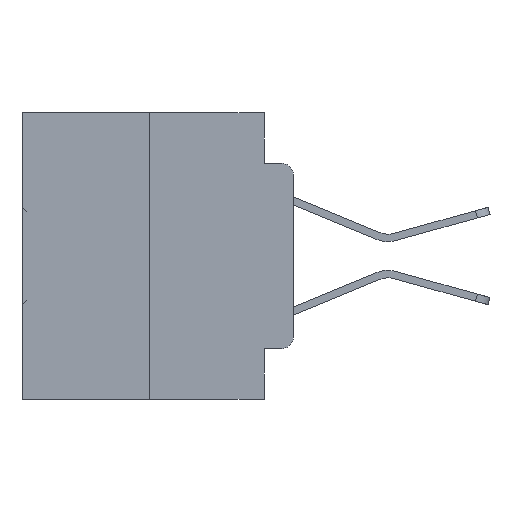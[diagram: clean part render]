
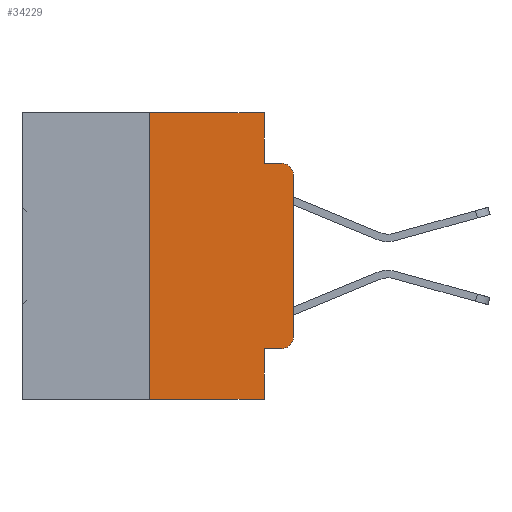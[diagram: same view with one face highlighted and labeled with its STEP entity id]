
A CAD part, left-side view. The second image highlights one B-rep face of the part: STEP entity #34229.
In plain terms, the highlighted planar face has unit normal (-1, 0, 0).
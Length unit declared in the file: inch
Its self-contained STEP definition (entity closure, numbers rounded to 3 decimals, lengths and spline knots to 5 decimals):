
#747 = LINE ( 'NONE', #801, #12685 ) ;
#779 = ORIENTED_EDGE ( 'NONE', *, *, #1587, .T. ) ;
#801 = CARTESIAN_POINT ( 'NONE',  ( 0., 0.051, 0. ) ) ;
#900 = LINE ( 'NONE', #11566, #8201 ) ;
#1026 = CARTESIAN_POINT ( 'NONE',  ( 0., 0.02, -0.0885 ) ) ;
#1052 = LINE ( 'NONE', #1081, #27217 ) ;
#1081 = CARTESIAN_POINT ( 'NONE',  ( 0., 0., 0. ) ) ;
#1587 = EDGE_CURVE ( 'NONE', #8509, #22174, #1052, .T. ) ;
#1663 = CARTESIAN_POINT ( 'NONE',  ( 0., 0.051, -0.4115 ) ) ;
#1951 = ORIENTED_EDGE ( 'NONE', *, *, #34160, .T. ) ;
#2020 = EDGE_LOOP ( 'NONE', ( #779, #5200, #9573, #33005, #13430, #31416, #10921, #28129, #1951, #10580 ) ) ;
#2385 = DIRECTION ( 'NONE',  ( 0., 0., -1. ) ) ;
#3067 = LINE ( 'NONE', #31896, #4770 ) ;
#3276 = VECTOR ( 'NONE', #10892, 39.37008 ) ;
#4104 = CARTESIAN_POINT ( 'NONE',  ( 0., 0.473, -0.5 ) ) ;
#4149 = EDGE_CURVE ( 'NONE', #25385, #15160, #27447, .T. ) ;
#4330 = EDGE_CURVE ( 'NONE', #25385, #10616, #21621, .T. ) ;
#4645 = CARTESIAN_POINT ( 'NONE',  ( 0., 0.473, 0. ) ) ;
#4666 = VERTEX_POINT ( 'NONE', #29326 ) ;
#4770 = VECTOR ( 'NONE', #2385, 39.37008 ) ;
#4825 = DIRECTION ( 'NONE',  ( 0., -1., 0. ) ) ;
#5200 = ORIENTED_EDGE ( 'NONE', *, *, #16902, .T. ) ;
#5527 = CARTESIAN_POINT ( 'NONE',  ( 0., 0.473, 0. ) ) ;
#5881 = CARTESIAN_POINT ( 'NONE',  ( 0., 0., -0.1085 ) ) ;
#5923 = CARTESIAN_POINT ( 'NONE',  ( 0., 0.25, 0. ) ) ;
#6501 = VECTOR ( 'NONE', #23318, 39.37008 ) ;
#6621 = VERTEX_POINT ( 'NONE', #1026 ) ;
#7227 = CARTESIAN_POINT ( 'NONE',  ( 0., 0.25, -0.5 ) ) ;
#7274 = DIRECTION ( 'NONE',  ( -1., 0., 0. ) ) ;
#7432 = PLANE ( 'NONE',  #8980 ) ;
#8078 = CARTESIAN_POINT ( 'NONE',  ( 0., 0.25, 0. ) ) ;
#8201 = VECTOR ( 'NONE', #16911, 39.37008 ) ;
#8509 = VERTEX_POINT ( 'NONE', #16649 ) ;
#8980 = AXIS2_PLACEMENT_3D ( 'NONE', #4645, #15483, #10153 ) ;
#9369 = EDGE_CURVE ( 'NONE', #4666, #15160, #3067, .T. ) ;
#9425 = CARTESIAN_POINT ( 'NONE',  ( 0., 0.051, -0.5 ) ) ;
#9573 = ORIENTED_EDGE ( 'NONE', *, *, #9630, .F. ) ;
#9630 = EDGE_CURVE ( 'NONE', #33038, #6621, #900, .T. ) ;
#10153 = DIRECTION ( 'NONE',  ( 0., 0., -1. ) ) ;
#10580 = ORIENTED_EDGE ( 'NONE', *, *, #34806, .T. ) ;
#10616 = VERTEX_POINT ( 'NONE', #8078 ) ;
#10892 = DIRECTION ( 'NONE',  ( 0., -1., 0. ) ) ;
#10921 = ORIENTED_EDGE ( 'NONE', *, *, #4149, .T. ) ;
#10961 = DIRECTION ( 'NONE',  ( -1., 0., 0. ) ) ;
#11259 = AXIS2_PLACEMENT_3D ( 'NONE', #23392, #7274, #26052 ) ;
#11566 = CARTESIAN_POINT ( 'NONE',  ( 0., 0.051, -0.0885 ) ) ;
#12685 = VECTOR ( 'NONE', #14389, 39.37008 ) ;
#12956 = EDGE_CURVE ( 'NONE', #10616, #15229, #18607, .T. ) ;
#13430 = ORIENTED_EDGE ( 'NONE', *, *, #12956, .F. ) ;
#13702 = LINE ( 'NONE', #1663, #6501 ) ;
#14389 = DIRECTION ( 'NONE',  ( 0., 0., -1. ) ) ;
#15160 = VERTEX_POINT ( 'NONE', #9425 ) ;
#15229 = VERTEX_POINT ( 'NONE', #17844 ) ;
#15347 = VECTOR ( 'NONE', #17440, 39.37008 ) ;
#15483 = DIRECTION ( 'NONE',  ( 1., 0., 0. ) ) ;
#15772 = CIRCLE ( 'NONE', #11259, 0.02 ) ;
#16649 = CARTESIAN_POINT ( 'NONE',  ( 0., 0., -0.3915 ) ) ;
#16902 = EDGE_CURVE ( 'NONE', #22174, #6621, #19646, .T. ) ;
#16911 = DIRECTION ( 'NONE',  ( 0., -1., 0. ) ) ;
#17199 = CARTESIAN_POINT ( 'NONE',  ( 0., 0.02, -0.4115 ) ) ;
#17440 = DIRECTION ( 'NONE',  ( 0., 0., 1. ) ) ;
#17844 = CARTESIAN_POINT ( 'NONE',  ( 0., 0.051, 0. ) ) ;
#18607 = LINE ( 'NONE', #5527, #3276 ) ;
#19355 = EDGE_CURVE ( 'NONE', #15229, #33038, #747, .T. ) ;
#19646 = CIRCLE ( 'NONE', #28140, 0.02 ) ;
#20423 = VECTOR ( 'NONE', #4825, 39.37008 ) ;
#20720 = CARTESIAN_POINT ( 'NONE',  ( 0., 0.051, -0.0885 ) ) ;
#21621 = LINE ( 'NONE', #5923, #15347 ) ;
#22174 = VERTEX_POINT ( 'NONE', #5881 ) ;
#23318 = DIRECTION ( 'NONE',  ( 0., -1., 0. ) ) ;
#23392 = CARTESIAN_POINT ( 'NONE',  ( 0., 0.02, -0.3915 ) ) ;
#25159 = VERTEX_POINT ( 'NONE', #17199 ) ;
#25385 = VERTEX_POINT ( 'NONE', #7227 ) ;
#26052 = DIRECTION ( 'NONE',  ( 0., 0., -1. ) ) ;
#27003 = CARTESIAN_POINT ( 'NONE',  ( 0., 0.02, -0.1085 ) ) ;
#27217 = VECTOR ( 'NONE', #30600, 39.37008 ) ;
#27447 = LINE ( 'NONE', #4104, #20423 ) ;
#28129 = ORIENTED_EDGE ( 'NONE', *, *, #9369, .F. ) ;
#28140 = AXIS2_PLACEMENT_3D ( 'NONE', #27003, #10961, #29683 ) ;
#29326 = CARTESIAN_POINT ( 'NONE',  ( 0., 0.051, -0.4115 ) ) ;
#29683 = DIRECTION ( 'NONE',  ( 0., 0., -1. ) ) ;
#30600 = DIRECTION ( 'NONE',  ( 0., 0., 1. ) ) ;
#31416 = ORIENTED_EDGE ( 'NONE', *, *, #4330, .F. ) ;
#31896 = CARTESIAN_POINT ( 'NONE',  ( 0., 0.051, 0. ) ) ;
#32460 = FACE_OUTER_BOUND ( 'NONE', #2020, .T. ) ;
#33005 = ORIENTED_EDGE ( 'NONE', *, *, #19355, .F. ) ;
#33038 = VERTEX_POINT ( 'NONE', #20720 ) ;
#34160 = EDGE_CURVE ( 'NONE', #4666, #25159, #13702, .T. ) ;
#34229 = ADVANCED_FACE ( 'NONE', ( #32460 ), #7432, .F. ) ;
#34806 = EDGE_CURVE ( 'NONE', #25159, #8509, #15772, .T. ) ;
